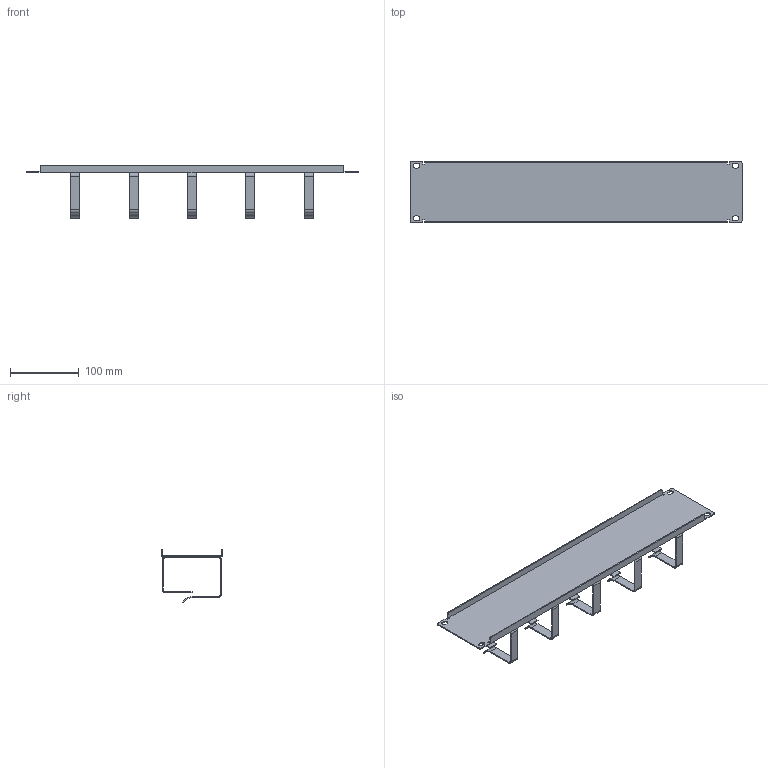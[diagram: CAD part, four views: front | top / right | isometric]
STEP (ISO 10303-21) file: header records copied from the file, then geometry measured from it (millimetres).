
FILE_DESCRIPTION (( 'STEP AP214' ), '1' );
FILE_NAME ('RP00010-2.STEP', '2019-08-20T20:31:36', ( '' ), ( '' ), 'SwSTEP 2.0', 'SolidWorks 2018', '' );
FILE_SCHEMA (( 'AUTOMOTIVE_DESIGN' ));
Length unit declared in the file: inch
Products named in the file (1): RP00010-2
Bounding box: 482.6 x 89 x 77.93 mm (x, y, z)
Volume: 109870.3 mm3; surface area: 136362.9 mm2
Topology: 1 solids, 1 shells, 169 faces, 486 edges, 324 vertices
Faces by surface type: plane 94, cylinder 75
Entity records: 6016 total; most frequent: CARTESIAN_POINT 980, DIRECTION 976, ORIENTED_EDGE 972, EDGE_CURVE 486, VECTOR 336, LINE 336, VERTEX_POINT 324, AXIS2_PLACEMENT_3D 320
